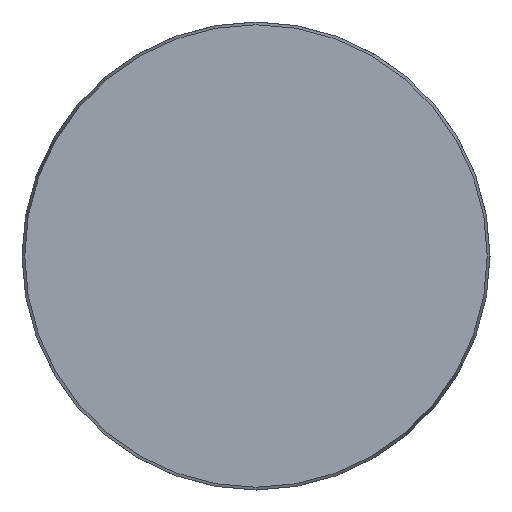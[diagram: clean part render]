
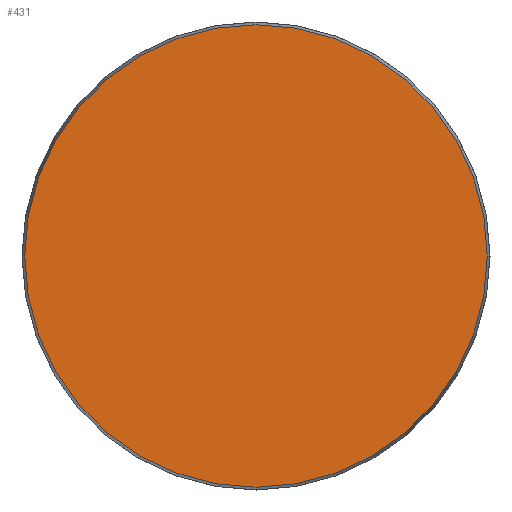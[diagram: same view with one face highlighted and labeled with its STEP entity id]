
A CAD part, front view. The second image highlights one B-rep face of the part: STEP entity #431.
In plain terms, the highlighted planar face has unit normal (0, -1, 0).
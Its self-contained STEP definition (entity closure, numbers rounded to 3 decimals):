
#274 = CARTESIAN_POINT ( 'NONE',  ( 0., 0., 0. ) ) ;
#319 = CARTESIAN_POINT ( 'NONE',  ( 0., 0., -48.425 ) ) ;
#383 = ORIENTED_EDGE ( 'NONE', *, *, #388, .T. ) ;
#388 = EDGE_CURVE ( 'NONE', #673, #673, #664, .T. ) ;
#394 = DIRECTION ( 'NONE',  ( 0., 0., 1. ) ) ;
#398 = PLANE ( 'NONE',  #450 ) ;
#400 = EDGE_LOOP ( 'NONE', ( #383 ) ) ;
#431 = ADVANCED_FACE ( 'NONE', ( #627 ), #398, .F. ) ;
#450 = AXIS2_PLACEMENT_3D ( 'NONE', #455, #515, #394 ) ;
#455 = CARTESIAN_POINT ( 'NONE',  ( -48.425, 0., 0. ) ) ;
#509 = DIRECTION ( 'NONE',  ( 0., -1., 0. ) ) ;
#515 = DIRECTION ( 'NONE',  ( 0., 1., 0. ) ) ;
#627 = FACE_OUTER_BOUND ( 'NONE', #400, .T. ) ;
#637 = DIRECTION ( 'NONE',  ( 0., 0., -1. ) ) ;
#664 = CIRCLE ( 'NONE', #739, 48.425 ) ;
#673 = VERTEX_POINT ( 'NONE', #319 ) ;
#739 = AXIS2_PLACEMENT_3D ( 'NONE', #274, #509, #637 ) ;
